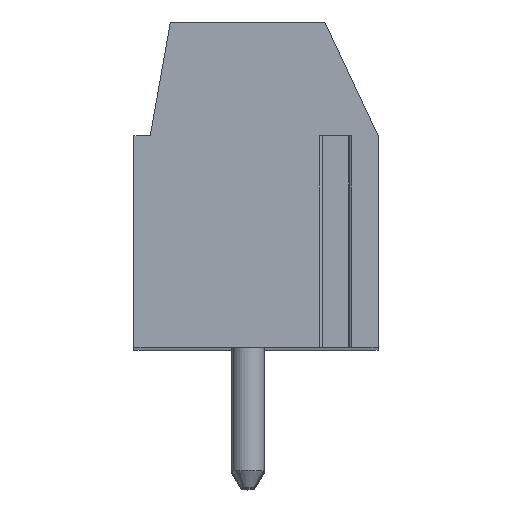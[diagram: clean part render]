
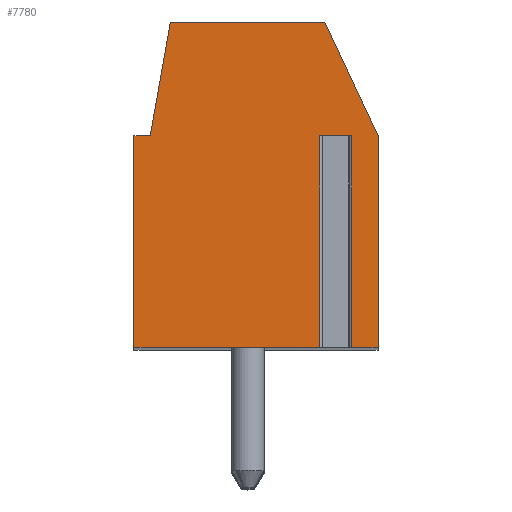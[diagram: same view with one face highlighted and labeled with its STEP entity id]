
A CAD part, top view. The second image highlights one B-rep face of the part: STEP entity #7780.
In plain terms, the highlighted planar face has unit normal (0, 0, 1).
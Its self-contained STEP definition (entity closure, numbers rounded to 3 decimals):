
#261=DIRECTION('',(-1.,0.,0.));
#262=VECTOR('',#261,0.996);
#263=CARTESIAN_POINT('',(2.948,1.5,47.5));
#264=LINE('',#263,#262);
#265=DIRECTION('',(0.,-1.,0.));
#266=VECTOR('',#265,6.5);
#267=CARTESIAN_POINT('',(1.952,1.5,47.5));
#268=LINE('',#267,#266);
#269=DIRECTION('',(1.,0.,0.));
#270=VECTOR('',#269,5.702);
#271=CARTESIAN_POINT('',(-3.75,-5.,47.5));
#272=LINE('',#271,#270);
#273=DIRECTION('',(0.,-1.,0.));
#274=VECTOR('',#273,6.5);
#275=CARTESIAN_POINT('',(-3.75,1.5,47.5));
#276=LINE('',#275,#274);
#277=DIRECTION('',(-1.,0.,0.));
#278=VECTOR('',#277,0.5);
#279=CARTESIAN_POINT('',(-3.25,1.5,47.5));
#280=LINE('',#279,#278);
#281=DIRECTION('',(-0.174,-0.985,0.));
#282=VECTOR('',#281,3.554);
#283=CARTESIAN_POINT('',(-2.633,5.,47.5));
#284=LINE('',#283,#282);
#285=DIRECTION('',(-1.,0.,0.));
#286=VECTOR('',#285,4.751);
#287=CARTESIAN_POINT('',(2.118,5.,47.5));
#288=LINE('',#287,#286);
#289=DIRECTION('',(-0.423,0.906,0.));
#290=VECTOR('',#289,3.862);
#291=CARTESIAN_POINT('',(3.75,1.5,47.5));
#292=LINE('',#291,#290);
#293=DIRECTION('',(0.,1.,0.));
#294=VECTOR('',#293,6.5);
#295=CARTESIAN_POINT('',(3.75,-5.,47.5));
#296=LINE('',#295,#294);
#297=DIRECTION('',(1.,0.,0.));
#298=VECTOR('',#297,0.802);
#299=CARTESIAN_POINT('',(2.948,-5.,47.5));
#300=LINE('',#299,#298);
#301=DIRECTION('',(0.,-1.,0.));
#302=VECTOR('',#301,6.5);
#303=CARTESIAN_POINT('',(2.948,1.5,47.5));
#304=LINE('',#303,#302);
#5959=CARTESIAN_POINT('',(3.75,-5.,47.5));
#5960=CARTESIAN_POINT('',(3.75,1.5,47.5));
#5961=VERTEX_POINT('',#5959);
#5962=VERTEX_POINT('',#5960);
#5963=CARTESIAN_POINT('',(2.118,5.,47.5));
#5964=VERTEX_POINT('',#5963);
#5965=CARTESIAN_POINT('',(-2.633,5.,47.5));
#5966=VERTEX_POINT('',#5965);
#5967=CARTESIAN_POINT('',(-3.25,1.5,47.5));
#5968=VERTEX_POINT('',#5967);
#5969=CARTESIAN_POINT('',(-3.75,1.5,47.5));
#5970=VERTEX_POINT('',#5969);
#5971=CARTESIAN_POINT('',(-3.75,-5.,47.5));
#5972=VERTEX_POINT('',#5971);
#6017=CARTESIAN_POINT('',(2.948,1.5,47.5));
#6018=CARTESIAN_POINT('',(1.952,1.5,47.5));
#6019=VERTEX_POINT('',#6017);
#6020=VERTEX_POINT('',#6018);
#6021=CARTESIAN_POINT('',(2.948,-5.,47.5));
#6022=VERTEX_POINT('',#6021);
#6023=CARTESIAN_POINT('',(1.952,-5.,47.5));
#6024=VERTEX_POINT('',#6023);
#7754=CARTESIAN_POINT('',(0.,0.,47.5));
#7755=DIRECTION('',(0.,0.,1.));
#7756=DIRECTION('',(1.,0.,0.));
#7757=AXIS2_PLACEMENT_3D('',#7754,#7755,#7756);
#7758=PLANE('',#7757);
#7760=ORIENTED_EDGE('',*,*,#7759,.T.);
#7762=ORIENTED_EDGE('',*,*,#7761,.T.);
#7763=ORIENTED_EDGE('',*,*,#7662,.F.);
#7765=ORIENTED_EDGE('',*,*,#7764,.F.);
#7767=ORIENTED_EDGE('',*,*,#7766,.F.);
#7769=ORIENTED_EDGE('',*,*,#7768,.F.);
#7771=ORIENTED_EDGE('',*,*,#7770,.F.);
#7773=ORIENTED_EDGE('',*,*,#7772,.F.);
#7775=ORIENTED_EDGE('',*,*,#7774,.F.);
#7776=ORIENTED_EDGE('',*,*,#7641,.F.);
#7777=ORIENTED_EDGE('',*,*,#7744,.F.);
#7778=EDGE_LOOP('',(#7760,#7762,#7763,#7765,#7767,#7769,#7771,#7773,#7775,#7776,
#7777));
#7779=FACE_OUTER_BOUND('',#7778,.F.);
#7641=EDGE_CURVE('',#6022,#5961,#300,.T.);
#7662=EDGE_CURVE('',#5972,#6024,#272,.T.);
#7744=EDGE_CURVE('',#6019,#6022,#304,.T.);
#7759=EDGE_CURVE('',#6019,#6020,#264,.T.);
#7761=EDGE_CURVE('',#6020,#6024,#268,.T.);
#7764=EDGE_CURVE('',#5970,#5972,#276,.T.);
#7766=EDGE_CURVE('',#5968,#5970,#280,.T.);
#7768=EDGE_CURVE('',#5966,#5968,#284,.T.);
#7770=EDGE_CURVE('',#5964,#5966,#288,.T.);
#7772=EDGE_CURVE('',#5962,#5964,#292,.T.);
#7774=EDGE_CURVE('',#5961,#5962,#296,.T.);
#7780=ADVANCED_FACE('',(#7779),#7758,.T.);
